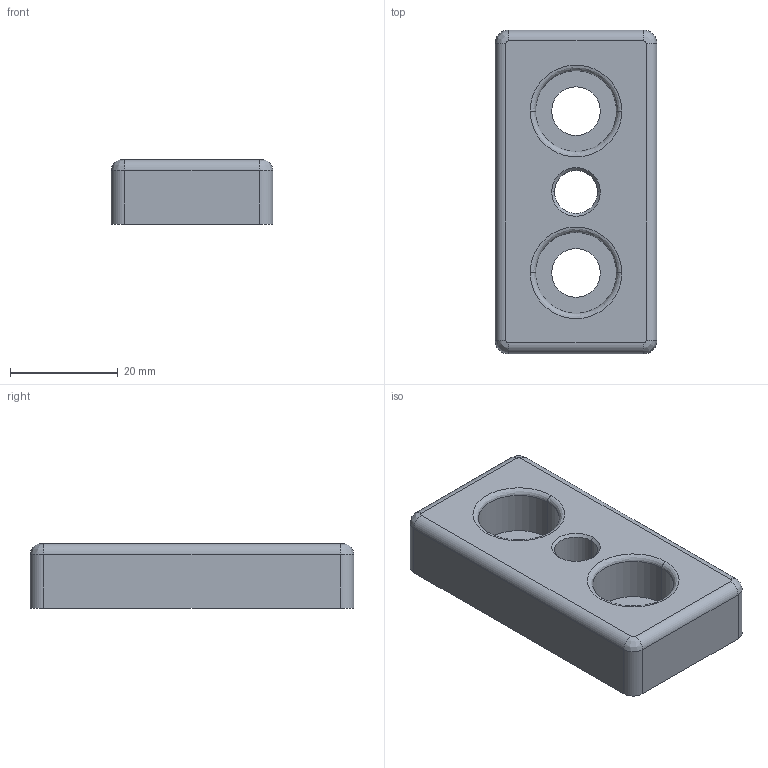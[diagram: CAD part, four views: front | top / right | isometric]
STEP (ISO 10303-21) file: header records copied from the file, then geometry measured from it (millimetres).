
FILE_DESCRIPTION (( 'STEP AP214' ), '1' );
FILE_NAME ('093t30600808r.STEP', '2016-07-04T13:17:22', ( '' ), ( '' ), 'SwSTEP 2.0', 'SolidWorks 2016', '' );
FILE_SCHEMA (( 'AUTOMOTIVE_DESIGN' ));
Length unit declared in the file: millimetre
Products named in the file (1): 093t30600808r
Bounding box: 30 x 60 x 12 mm (x, y, z)
Volume: 13648.8 mm3; surface area: 8638.2 mm2
Topology: 1 solids, 1 shells, 210 faces, 500 edges, 302 vertices
Faces by surface type: cylinder 100, bspline 62, plane 44, cone 4
Entity records: 7193 total; most frequent: CARTESIAN_POINT 2496, ORIENTED_EDGE 1000, DIRECTION 970, EDGE_CURVE 500, AXIS2_PLACEMENT_3D 385, VERTEX_POINT 302, CIRCLE 236, EDGE_LOOP 226
